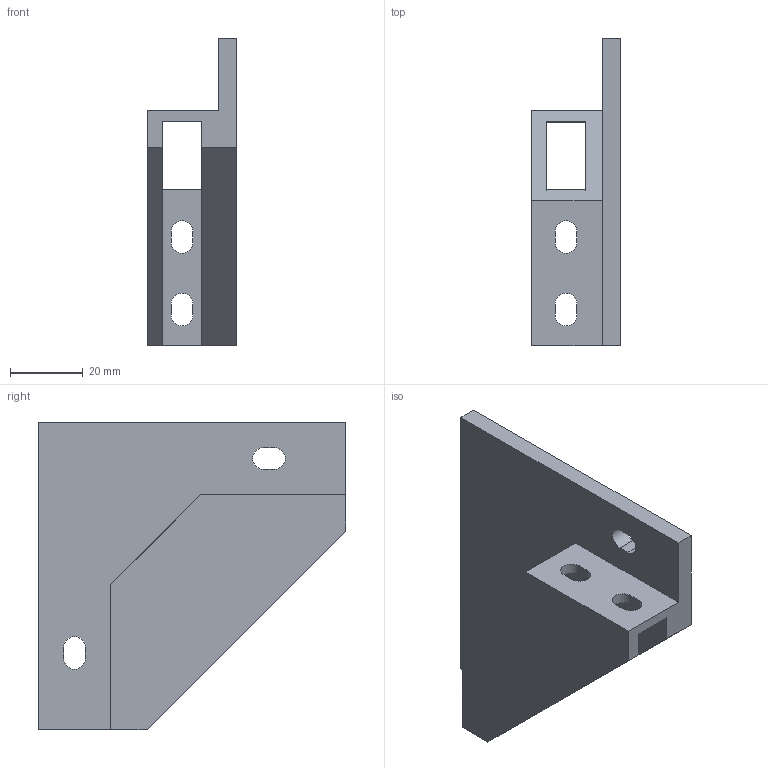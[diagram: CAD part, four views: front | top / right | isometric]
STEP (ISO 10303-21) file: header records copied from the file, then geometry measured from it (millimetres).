
FILE_DESCRIPTION (( 'STEP AP203' ), '1' );
FILE_NAME ('XL_Bracket.STEP', '2025-12-04T10:00:34', ( '' ), ( '' ), 'SwSTEP 2.0', 'SolidWorks 2024', '' );
FILE_SCHEMA (( 'CONFIG_CONTROL_DESIGN' ));
Length unit declared in the file: millimetre
Products named in the file (1): XL_Bracket
Bounding box: 24.5 x 84.75 x 84.75 mm (x, y, z)
Volume: 50431.9 mm3; surface area: 20961.1 mm2
Topology: 1 solids, 1 shells, 43 faces, 126 edges, 84 vertices
Faces by surface type: plane 28, cylinder 15
Entity records: 1535 total; most frequent: CARTESIAN_POINT 254, ORIENTED_EDGE 252, DIRECTION 244, EDGE_CURVE 126, VECTOR 96, LINE 96, VERTEX_POINT 84, AXIS2_PLACEMENT_3D 74
